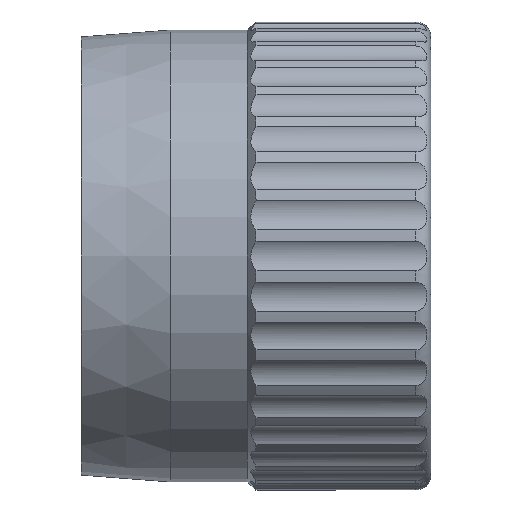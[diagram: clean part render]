
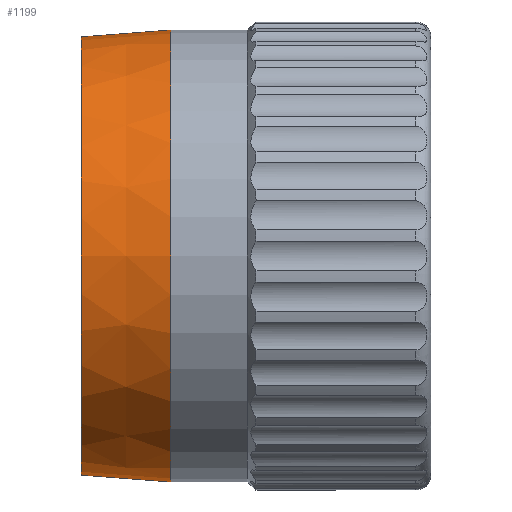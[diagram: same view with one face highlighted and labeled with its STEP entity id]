
A CAD part, front view. The second image highlights one B-rep face of the part: STEP entity #1199.
In plain terms, the highlighted conical face has half-angle 4.357 degrees and reference radius 26.5 mm.
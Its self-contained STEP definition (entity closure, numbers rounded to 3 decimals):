
#9 = DIRECTION ( 'NONE',  ( -1., 0., 0. ) ) ;
#147 = CIRCLE ( 'NONE', #3658, 26.5 ) ;
#296 = ORIENTED_EDGE ( 'NONE', *, *, #2370, .T. ) ;
#509 = DIRECTION ( 'NONE',  ( 0.997, 0., 0.076 ) ) ;
#642 = EDGE_CURVE ( 'NONE', #3695, #3135, #147, .T. ) ;
#733 = VERTEX_POINT ( 'NONE', #1357 ) ;
#760 = FACE_OUTER_BOUND ( 'NONE', #829, .T. ) ;
#797 = CARTESIAN_POINT ( 'NONE',  ( 10.5, 0., -26.5 ) ) ;
#829 = EDGE_LOOP ( 'NONE', ( #1943, #1850, #296, #1714 ) ) ;
#861 = CARTESIAN_POINT ( 'NONE',  ( 10.5, 0., 26.5 ) ) ;
#1050 = VECTOR ( 'NONE', #509, 1000. ) ;
#1156 = AXIS2_PLACEMENT_3D ( 'NONE', #3293, #9, #2937 ) ;
#1199 = ADVANCED_FACE ( 'NONE', ( #760 ), #4082, .T. ) ;
#1244 = AXIS2_PLACEMENT_3D ( 'NONE', #2240, #4687, #3318 ) ;
#1357 = CARTESIAN_POINT ( 'NONE',  ( 0., 0., 25.7 ) ) ;
#1375 = VECTOR ( 'NONE', #2251, 1000. ) ;
#1714 = ORIENTED_EDGE ( 'NONE', *, *, #642, .T. ) ;
#1850 = ORIENTED_EDGE ( 'NONE', *, *, #2119, .F. ) ;
#1943 = ORIENTED_EDGE ( 'NONE', *, *, #4127, .F. ) ;
#2119 = EDGE_CURVE ( 'NONE', #3058, #733, #4301, .T. ) ;
#2240 = CARTESIAN_POINT ( 'NONE',  ( 10.5, 0., 0. ) ) ;
#2251 = DIRECTION ( 'NONE',  ( 0.997, 0., -0.076 ) ) ;
#2370 = EDGE_CURVE ( 'NONE', #3058, #3695, #4342, .T. ) ;
#2412 = DIRECTION ( 'NONE',  ( 0., 0., 1. ) ) ;
#2937 = DIRECTION ( 'NONE',  ( 0., 0., 1. ) ) ;
#3058 = VERTEX_POINT ( 'NONE', #3565 ) ;
#3135 = VERTEX_POINT ( 'NONE', #4732 ) ;
#3293 = CARTESIAN_POINT ( 'NONE',  ( 0., 0., 0. ) ) ;
#3318 = DIRECTION ( 'NONE',  ( 0., 0., -1. ) ) ;
#3412 = LINE ( 'NONE', #861, #1050 ) ;
#3565 = CARTESIAN_POINT ( 'NONE',  ( 0., 0., -25.7 ) ) ;
#3658 = AXIS2_PLACEMENT_3D ( 'NONE', #4097, #3800, #2412 ) ;
#3695 = VERTEX_POINT ( 'NONE', #4198 ) ;
#3800 = DIRECTION ( 'NONE',  ( -1., 0., 0. ) ) ;
#4082 = CONICAL_SURFACE ( 'NONE', #1244, 26.5, 0.076 ) ;
#4097 = CARTESIAN_POINT ( 'NONE',  ( 10.5, 0., 0. ) ) ;
#4127 = EDGE_CURVE ( 'NONE', #733, #3135, #3412, .T. ) ;
#4198 = CARTESIAN_POINT ( 'NONE',  ( 10.5, 0., -26.5 ) ) ;
#4301 = CIRCLE ( 'NONE', #1156, 25.7 ) ;
#4342 = LINE ( 'NONE', #797, #1375 ) ;
#4687 = DIRECTION ( 'NONE',  ( 1., 0., 0. ) ) ;
#4732 = CARTESIAN_POINT ( 'NONE',  ( 10.5, 0., 26.5 ) ) ;
